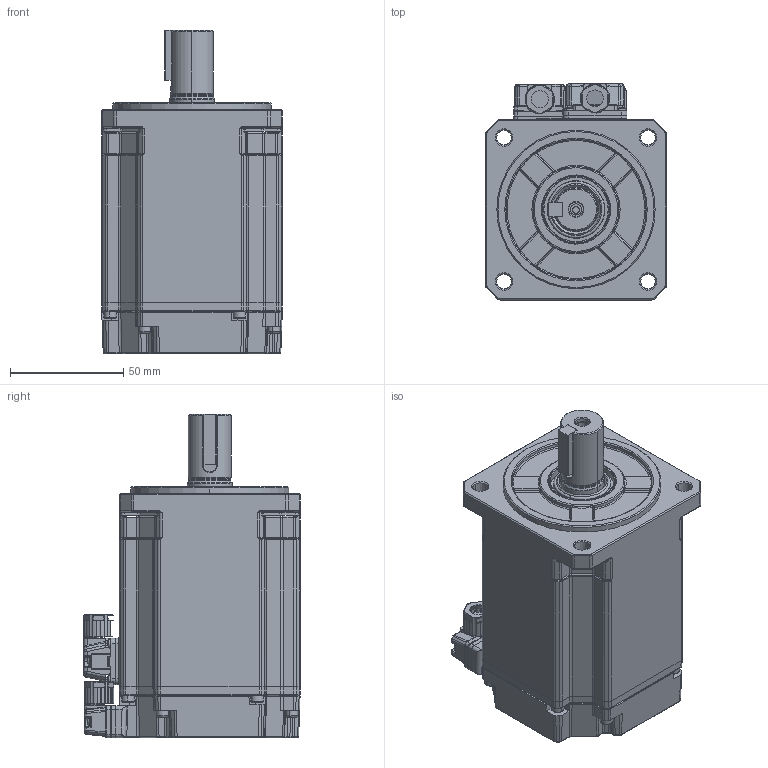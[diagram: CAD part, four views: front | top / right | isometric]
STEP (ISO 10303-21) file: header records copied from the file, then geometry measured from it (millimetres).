
FILE_DESCRIPTION (( 'STEP AP203' ), '1' );
FILE_NAME ('80-1000W梓袧萇儂.STEP', '2022-01-12T02:06:17', ( '' ), ( '' ), 'SwSTEP 2.0', 'SolidWorks 2020', '' );
FILE_SCHEMA (( 'CONFIG_CONTROL_DESIGN' ));
Products named in the file (1): 80-1000W梓袧萇儂
Bounding box: 80 x 95.75 x 142.9 mm (x, y, z)
Surface area: 58372.8 mm2 (no closed solid volume)
Topology: 0 solids, 40 shells, 1692 faces, 5893 edges, 4039 vertices
Faces by surface type: cylinder 634, plane 462, bspline 287, torus 206, cone 65, sphere 38
Entity records: 69262 total; most frequent: CARTESIAN_POINT 22779, ORIENTED_EDGE 9387, DIRECTION 9033, EDGE_CURVE 5856, VERTEX_POINT 4039, AXIS2_PLACEMENT_3D 3294, VECTOR 2445, LINE 2445
